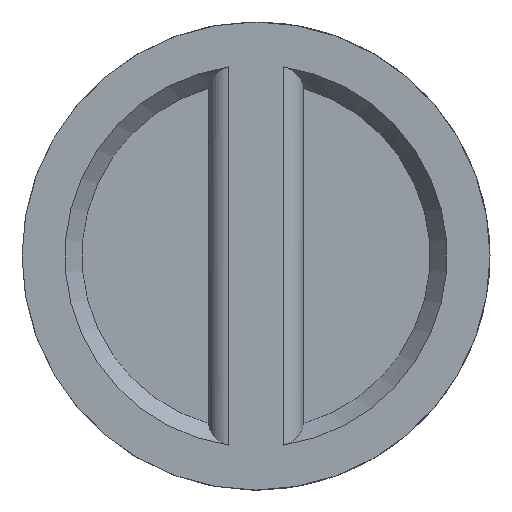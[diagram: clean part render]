
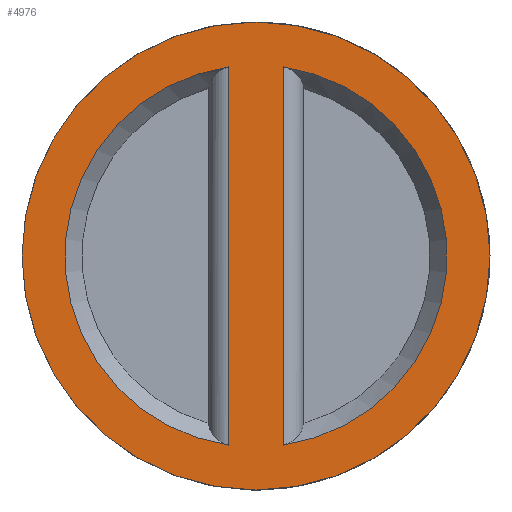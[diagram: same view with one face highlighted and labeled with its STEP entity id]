
A CAD part, left-side view. The second image highlights one B-rep face of the part: STEP entity #4976.
In plain terms, the highlighted planar face has unit normal (-1, 0, 0).
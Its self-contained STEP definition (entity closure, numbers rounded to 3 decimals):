
#4922=CARTESIAN_POINT('',(0.0,269.75,0.0));
#4923=DIRECTION('',(-1.0,0.0,0.0));
#4924=DIRECTION('',(0.0,0.0,1.0));
#4925=AXIS2_PLACEMENT_3D('',#4922,#4923,#4924);
#4926=PLANE('',#4925);
#4927=CARTESIAN_POINT('',(0.0,297.0,0.0));
#4928=VERTEX_POINT('',#4927);
#4929=CARTESIAN_POINT('',(0.0,0.0,0.0));
#4930=DIRECTION('',(1.0,0.0,0.0));
#4931=DIRECTION('',(0.0,1.0,0.0));
#4932=AXIS2_PLACEMENT_3D('',#4929,#4930,#4931);
#4933=CIRCLE('',#4932,297.0);
#4934=EDGE_CURVE('',#4928,#4928,#4933,.T.);
#4935=ORIENTED_EDGE('',*,*,#4934,.F.);
#4936=EDGE_LOOP('',(#4935));
#4937=FACE_OUTER_BOUND('',#4936,.T.);
#4938=CARTESIAN_POINT('',(0.,35.,-239.961));
#4939=VERTEX_POINT('',#4938);
#4940=CARTESIAN_POINT('',(0.,35.,239.961));
#4941=VERTEX_POINT('',#4940);
#4942=CARTESIAN_POINT('',(0.0,0.0,0.0));
#4943=DIRECTION('',(1.0,0.0,0.0));
#4944=DIRECTION('',(0.0,1.0,0.0));
#4945=AXIS2_PLACEMENT_3D('',#4942,#4943,#4944);
#4946=CIRCLE('',#4945,242.5);
#4947=EDGE_CURVE('',#4939,#4941,#4946,.T.);
#4948=ORIENTED_EDGE('',*,*,#4947,.T.);
#4949=CARTESIAN_POINT('',(0.0,35.0,-239.961));
#4950=DIRECTION('',(0.0,0.0,1.0));
#4951=VECTOR('',#4950,479.922);
#4952=LINE('',#4949,#4951);
#4953=EDGE_CURVE('',#4939,#4941,#4952,.T.);
#4954=ORIENTED_EDGE('',*,*,#4953,.F.);
#4955=EDGE_LOOP('',(#4948,#4954));
#4956=FACE_BOUND('',#4955,.T.);
#4957=CARTESIAN_POINT('',(0.,-35.,-239.961));
#4958=VERTEX_POINT('',#4957);
#4959=CARTESIAN_POINT('',(0.,-35.,239.961));
#4960=VERTEX_POINT('',#4959);
#4961=CARTESIAN_POINT('',(0.,-35.0,-239.961));
#4962=DIRECTION('',(0.0,0.0,1.0));
#4963=VECTOR('',#4962,479.922);
#4964=LINE('',#4961,#4963);
#4965=EDGE_CURVE('',#4958,#4960,#4964,.T.);
#4966=ORIENTED_EDGE('',*,*,#4965,.T.);
#4967=CARTESIAN_POINT('',(0.0,0.0,0.0));
#4968=DIRECTION('',(1.0,0.0,0.0));
#4969=DIRECTION('',(0.0,1.0,0.0));
#4970=AXIS2_PLACEMENT_3D('',#4967,#4968,#4969);
#4971=CIRCLE('',#4970,242.5);
#4972=EDGE_CURVE('',#4960,#4958,#4971,.T.);
#4973=ORIENTED_EDGE('',*,*,#4972,.T.);
#4974=EDGE_LOOP('',(#4966,#4973));
#4975=FACE_BOUND('',#4974,.T.);
#4976=ADVANCED_FACE('',(#4937,#4956,#4975),#4926,.T.);
